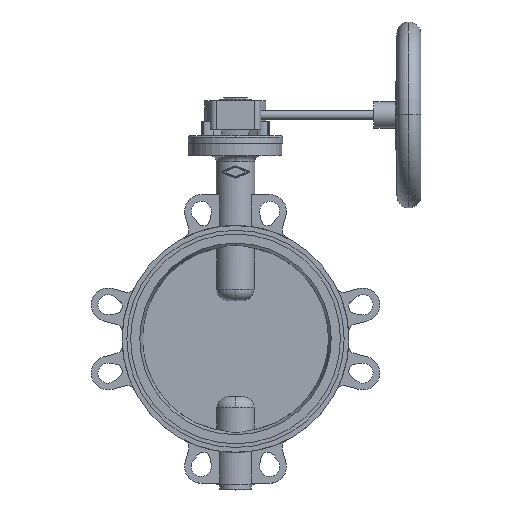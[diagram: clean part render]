
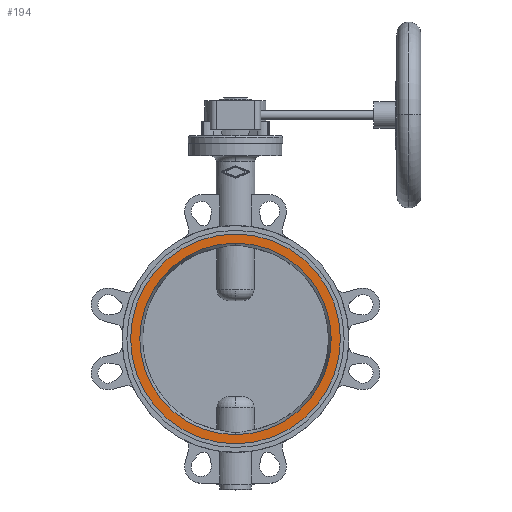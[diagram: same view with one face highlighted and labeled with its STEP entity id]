
A CAD part, top view. The second image highlights one B-rep face of the part: STEP entity #194.
In plain terms, the highlighted planar face has unit normal (0, 0, 1).
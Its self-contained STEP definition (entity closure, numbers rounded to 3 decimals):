
#194 = ADVANCED_FACE( '', ( #600, #601 ), #602, .T. );
#600 = FACE_BOUND( '', #1297, .T. );
#601 = FACE_OUTER_BOUND( '', #1298, .T. );
#602 = PLANE( '', #1299 );
#1297 = EDGE_LOOP( '', ( #2446, #2447 ) );
#1298 = EDGE_LOOP( '', ( #2448, #2449 ) );
#1299 = AXIS2_PLACEMENT_3D( '', #2450, #2451, #2452 );
#2446 = ORIENTED_EDGE( '', *, *, #4896, .F. );
#2447 = ORIENTED_EDGE( '', *, *, #4765, .F. );
#2448 = ORIENTED_EDGE( '', *, *, #4901, .T. );
#2449 = ORIENTED_EDGE( '', *, *, #4751, .T. );
#2450 = CARTESIAN_POINT( '', ( 0., 134.846, -1. ) );
#2451 = DIRECTION( '', ( 0., 0., 1. ) );
#2452 = DIRECTION( '', ( 0., 1., 0. ) );
#4751 = EDGE_CURVE( '', #5773, #5770, #5774, .T. );
#4765 = EDGE_CURVE( '', #5799, #5787, #5801, .T. );
#4896 = EDGE_CURVE( '', #5787, #5799, #6020, .T. );
#4901 = EDGE_CURVE( '', #5770, #5773, #6026, .T. );
#5770 = VERTEX_POINT( '', #7519 );
#5773 = VERTEX_POINT( '', #7523 );
#5774 = CIRCLE( '', #7524, 141. );
#5787 = VERTEX_POINT( '', #7540 );
#5799 = VERTEX_POINT( '', #7585 );
#5801 = CIRCLE( '', #7588, 128.692 );
#6020 = CIRCLE( '', #8599, 128.692 );
#6026 = CIRCLE( '', #8605, 141. );
#7519 = CARTESIAN_POINT( '', ( 0., 141., -1. ) );
#7523 = CARTESIAN_POINT( '', ( 0., -141., -1. ) );
#7524 = AXIS2_PLACEMENT_3D( '', #10795, #10796, #10797 );
#7540 = CARTESIAN_POINT( '', ( 0., 128.692, -1. ) );
#7585 = CARTESIAN_POINT( '', ( 0., -128.692, -1. ) );
#7588 = AXIS2_PLACEMENT_3D( '', #10815, #10816, #10817 );
#8599 = AXIS2_PLACEMENT_3D( '', #11000, #11001, #11002 );
#8605 = AXIS2_PLACEMENT_3D( '', #11015, #11016, #11017 );
#10795 = CARTESIAN_POINT( '', ( 0., 0., -1. ) );
#10796 = DIRECTION( '', ( 0., 0., 1. ) );
#10797 = DIRECTION( '', ( 0., 1., 0. ) );
#10815 = CARTESIAN_POINT( '', ( 0., 0., -1. ) );
#10816 = DIRECTION( '', ( 0., 0., 1. ) );
#10817 = DIRECTION( '', ( 0., 1., 0. ) );
#11000 = CARTESIAN_POINT( '', ( 0., 0., -1. ) );
#11001 = DIRECTION( '', ( 0., 0., 1. ) );
#11002 = DIRECTION( '', ( 0., 1., 0. ) );
#11015 = CARTESIAN_POINT( '', ( 0., 0., -1. ) );
#11016 = DIRECTION( '', ( 0., 0., 1. ) );
#11017 = DIRECTION( '', ( 0., 1., 0. ) );
